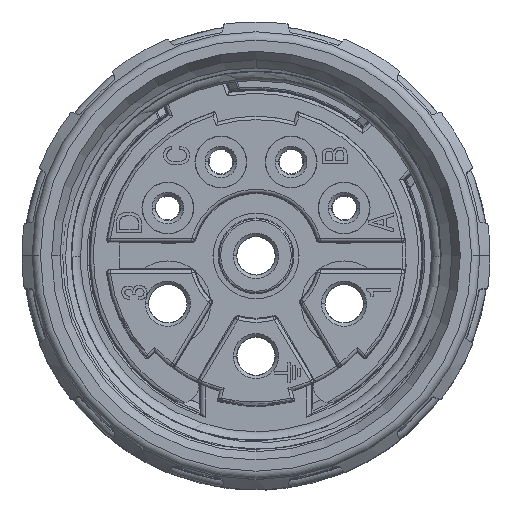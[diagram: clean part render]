
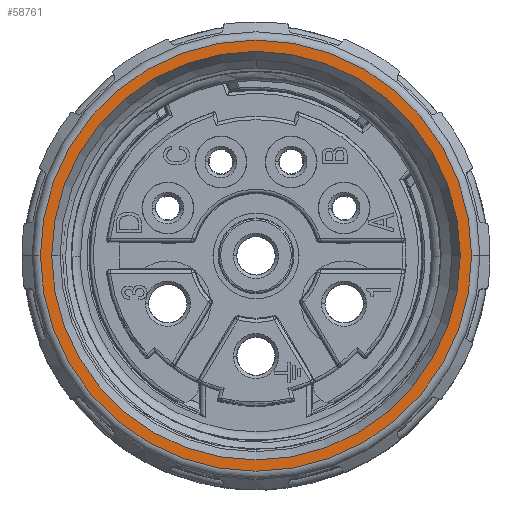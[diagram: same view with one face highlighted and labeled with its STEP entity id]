
A CAD part, top view. The second image highlights one B-rep face of the part: STEP entity #58761.
In plain terms, the highlighted planar face has unit normal (0, 0, 1).
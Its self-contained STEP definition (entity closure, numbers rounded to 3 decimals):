
#4958=CARTESIAN_POINT('',(0.,0.,57.05));
#4959=DIRECTION('',(0.,0.,1.));
#4960=DIRECTION('',(-1.,0.,0.));
#4961=AXIS2_PLACEMENT_3D('',#4958,#4959,#4960);
#4963=CARTESIAN_POINT('',(0.,0.,57.05));
#4964=DIRECTION('',(0.,0.,1.));
#4965=DIRECTION('',(1.,0.,0.));
#4966=AXIS2_PLACEMENT_3D('',#4963,#4964,#4965);
#4968=CARTESIAN_POINT('',(0.,0.,57.05));
#4969=DIRECTION('',(0.,0.,1.));
#4970=DIRECTION('',(1.,0.,0.));
#4971=AXIS2_PLACEMENT_3D('',#4968,#4969,#4970);
#4973=CARTESIAN_POINT('',(0.,0.,57.05));
#4974=DIRECTION('',(0.,0.,1.));
#4975=DIRECTION('',(-1.,0.,0.));
#4976=AXIS2_PLACEMENT_3D('',#4973,#4974,#4975);
#47990=CARTESIAN_POINT('',(12.225,0.,57.05));
#47991=CARTESIAN_POINT('',(-12.225,0.,57.05));
#47992=VERTEX_POINT('',#47990);
#47993=VERTEX_POINT('',#47991);
#48422=CARTESIAN_POINT('',(-12.9,0.,57.05));
#48423=CARTESIAN_POINT('',(12.9,0.,57.05));
#48424=VERTEX_POINT('',#48422);
#48425=VERTEX_POINT('',#48423);
#58745=CARTESIAN_POINT('',(0.,0.,57.05));
#58746=DIRECTION('',(0.,0.,-1.));
#58747=DIRECTION('',(1.,0.,0.));
#58748=AXIS2_PLACEMENT_3D('',#58745,#58746,#58747);
#58749=PLANE('',#58748);
#58751=ORIENTED_EDGE('',*,*,#58750,.F.);
#58752=ORIENTED_EDGE('',*,*,#58735,.F.);
#58753=EDGE_LOOP('',(#58751,#58752));
#58754=FACE_OUTER_BOUND('',#58753,.F.);
#58756=ORIENTED_EDGE('',*,*,#58755,.T.);
#58758=ORIENTED_EDGE('',*,*,#58757,.T.);
#58759=EDGE_LOOP('',(#58756,#58758));
#58760=FACE_BOUND('',#58759,.F.);
#4962=CIRCLE('',#4961,12.9);
#4967=CIRCLE('',#4966,12.9);
#4972=CIRCLE('',#4971,12.225);
#4977=CIRCLE('',#4976,12.225);
#58735=EDGE_CURVE('',#48425,#48424,#4967,.T.);
#58750=EDGE_CURVE('',#48424,#48425,#4962,.T.);
#58755=EDGE_CURVE('',#47992,#47993,#4972,.T.);
#58757=EDGE_CURVE('',#47993,#47992,#4977,.T.);
#58761=ADVANCED_FACE('',(#58754,#58760),#58749,.F.);
